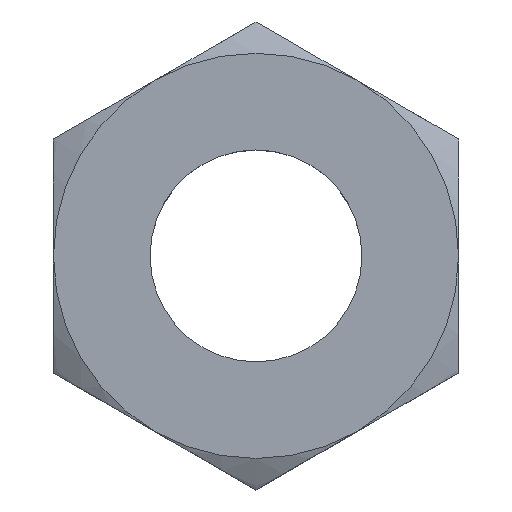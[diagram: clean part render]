
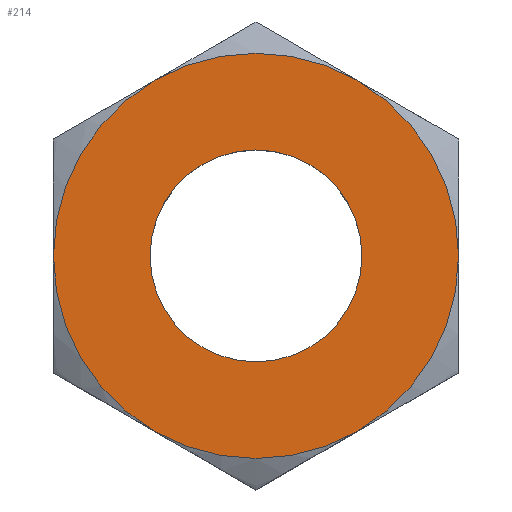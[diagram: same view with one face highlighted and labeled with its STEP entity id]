
A CAD part, top view. The second image highlights one B-rep face of the part: STEP entity #214.
In plain terms, the highlighted planar face has unit normal (0, 0, 1).
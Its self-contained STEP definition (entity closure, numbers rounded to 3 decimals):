
#18 = VERTEX_POINT ( 'NONE', #291 ) ;
#31 = EDGE_LOOP ( 'NONE', ( #822, #354, #317, #318, #528, #855 ) ) ;
#45 = CARTESIAN_POINT ( 'NONE',  ( 3.25, -5.629, -2.8 ) ) ;
#52 = DIRECTION ( 'NONE',  ( -1., 0., 0. ) ) ;
#54 = DIRECTION ( 'NONE',  ( 0., 0., 1. ) ) ;
#74 = FACE_BOUND ( 'NONE', #1033, .T. ) ;
#114 = VERTEX_POINT ( 'NONE', #443 ) ;
#117 = FACE_OUTER_BOUND ( 'NONE', #31, .T. ) ;
#123 = EDGE_CURVE ( 'NONE', #374, #298, #728, .T. ) ;
#150 = DIRECTION ( 'NONE',  ( -1., 0., 0. ) ) ;
#171 = DIRECTION ( 'NONE',  ( 0., 0., 1. ) ) ;
#175 = CARTESIAN_POINT ( 'NONE',  ( 3.4, 0., -2.8 ) ) ;
#194 = DIRECTION ( 'NONE',  ( 0., 0., 1. ) ) ;
#196 = CARTESIAN_POINT ( 'NONE',  ( 0., 0., -2.8 ) ) ;
#210 = DIRECTION ( 'NONE',  ( 1., 0., 0. ) ) ;
#214 = ADVANCED_FACE ( 'NONE', ( #74, #117 ), #1046, .T. ) ;
#272 = ORIENTED_EDGE ( 'NONE', *, *, #967, .T. ) ;
#286 = DIRECTION ( 'NONE',  ( 0., 0., 1. ) ) ;
#291 = CARTESIAN_POINT ( 'NONE',  ( -6.5, 0., -2.8 ) ) ;
#298 = VERTEX_POINT ( 'NONE', #600 ) ;
#317 = ORIENTED_EDGE ( 'NONE', *, *, #521, .T. ) ;
#318 = ORIENTED_EDGE ( 'NONE', *, *, #123, .T. ) ;
#342 = CIRCLE ( 'NONE', #791, 6.5 ) ;
#344 = DIRECTION ( 'NONE',  ( -1., 0., 0. ) ) ;
#354 = ORIENTED_EDGE ( 'NONE', *, *, #1016, .T. ) ;
#374 = VERTEX_POINT ( 'NONE', #45 ) ;
#381 = CIRCLE ( 'NONE', #799, 6.5 ) ;
#413 = CARTESIAN_POINT ( 'NONE',  ( 0., 0., -2.8 ) ) ;
#419 = CIRCLE ( 'NONE', #824, 3.4 ) ;
#443 = CARTESIAN_POINT ( 'NONE',  ( 3.25, 5.629, -2.8 ) ) ;
#481 = CIRCLE ( 'NONE', #810, 6.5 ) ;
#508 = CIRCLE ( 'NONE', #903, 6.5 ) ;
#517 = DIRECTION ( 'NONE',  ( 0., 0., -1. ) ) ;
#519 = CARTESIAN_POINT ( 'NONE',  ( 0., 0., -2.8 ) ) ;
#521 = EDGE_CURVE ( 'NONE', #584, #374, #508, .T. ) ;
#528 = ORIENTED_EDGE ( 'NONE', *, *, #593, .T. ) ;
#584 = VERTEX_POINT ( 'NONE', #1004 ) ;
#593 = EDGE_CURVE ( 'NONE', #298, #114, #891, .T. ) ;
#600 = CARTESIAN_POINT ( 'NONE',  ( 6.5, 0., -2.8 ) ) ;
#601 = VERTEX_POINT ( 'NONE', #927 ) ;
#603 = CARTESIAN_POINT ( 'NONE',  ( 0., 0., -2.8 ) ) ;
#605 = DIRECTION ( 'NONE',  ( 0., 0., 1. ) ) ;
#608 = DIRECTION ( 'NONE',  ( -1., 0., 0. ) ) ;
#654 = CARTESIAN_POINT ( 'NONE',  ( 0., 0., -2.8 ) ) ;
#655 = CARTESIAN_POINT ( 'NONE',  ( 0., 0., -2.8 ) ) ;
#689 = DIRECTION ( 'NONE',  ( 1., 0., 0. ) ) ;
#728 = CIRCLE ( 'NONE', #952, 6.5 ) ;
#779 = DIRECTION ( 'NONE',  ( -1., 0., 0. ) ) ;
#791 = AXIS2_PLACEMENT_3D ( 'NONE', #654, #862, #857 ) ;
#799 = AXIS2_PLACEMENT_3D ( 'NONE', #655, #54, #52 ) ;
#810 = AXIS2_PLACEMENT_3D ( 'NONE', #196, #194, #344 ) ;
#822 = ORIENTED_EDGE ( 'NONE', *, *, #1039, .F. ) ;
#824 = AXIS2_PLACEMENT_3D ( 'NONE', #519, #517, #689 ) ;
#855 = ORIENTED_EDGE ( 'NONE', *, *, #1036, .T. ) ;
#857 = DIRECTION ( 'NONE',  ( -1., 0., 0. ) ) ;
#862 = DIRECTION ( 'NONE',  ( 0., 0., -1. ) ) ;
#869 = AXIS2_PLACEMENT_3D ( 'NONE', #413, #171, #150 ) ;
#891 = CIRCLE ( 'NONE', #869, 6.5 ) ;
#897 = CARTESIAN_POINT ( 'NONE',  ( 0., 0., -2.8 ) ) ;
#903 = AXIS2_PLACEMENT_3D ( 'NONE', #991, #989, #779 ) ;
#927 = CARTESIAN_POINT ( 'NONE',  ( -3.25, 5.629, -2.8 ) ) ;
#934 = AXIS2_PLACEMENT_3D ( 'NONE', #897, #286, #210 ) ;
#952 = AXIS2_PLACEMENT_3D ( 'NONE', #603, #605, #608 ) ;
#967 = EDGE_CURVE ( 'NONE', #1041, #1041, #419, .T. ) ;
#989 = DIRECTION ( 'NONE',  ( 0., 0., 1. ) ) ;
#991 = CARTESIAN_POINT ( 'NONE',  ( 0., 0., -2.8 ) ) ;
#1004 = CARTESIAN_POINT ( 'NONE',  ( -3.25, -5.629, -2.8 ) ) ;
#1016 = EDGE_CURVE ( 'NONE', #18, #584, #481, .T. ) ;
#1033 = EDGE_LOOP ( 'NONE', ( #272 ) ) ;
#1036 = EDGE_CURVE ( 'NONE', #114, #601, #381, .T. ) ;
#1039 = EDGE_CURVE ( 'NONE', #18, #601, #342, .T. ) ;
#1041 = VERTEX_POINT ( 'NONE', #175 ) ;
#1046 = PLANE ( 'NONE',  #934 ) ;
